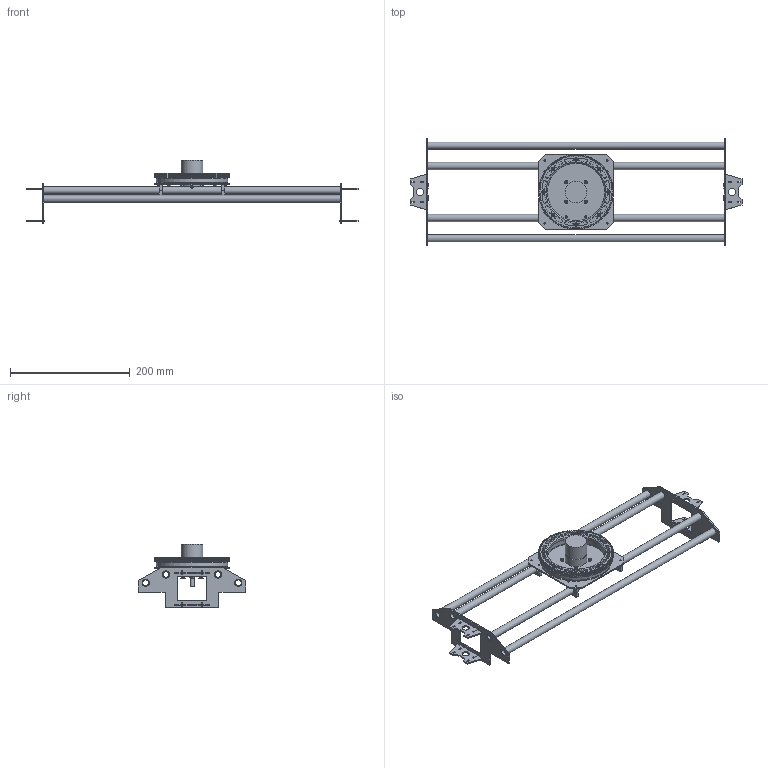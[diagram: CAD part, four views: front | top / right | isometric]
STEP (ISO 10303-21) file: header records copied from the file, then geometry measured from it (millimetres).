
FILE_DESCRIPTION(/* description */ (''),/* implementation_level */ '2;1');
FILE_NAME(/* name */ 'Asm2.stp',/* time_stamp */ '2022-07-27T16:47:20+08:00',/* author */ (''),/* organization */ (''),/* preprocessor_version */ 'ST-DEVELOPER v14',/* originating_system */ 'SIEMENS PLM Software NX 8.0',/* authorisation */ '');
FILE_SCHEMA (('AUTOMOTIVE_DESIGN { 1 0 10303 214 3 1 1 1 }'));
Length unit declared in the file: millimetre
Products named in the file (1): ASUS69D84C71nuqp
Bounding box: 555.55 x 180 x 107 mm (x, y, z)
Volume: 259393.1 mm3; surface area: 277532 mm2
Topology: 57 solids, 57 shells, 2050 faces, 5208 edges, 3310 vertices
Faces by surface type: plane 754, extrusion 615, cylinder 404, cone 229, torus 48
Full cylindrical faces by diameter (mm): 2.5 x44, 2.874 x20, 3 x30, 3.5 x8, 4 x8, 5.5 x28, 6 x8, 8 x1, 10 x4, 12 x16, 22 x1, 22.2 x1, 36 x2, 36.2 x1, 96 x1, 100 x2, 120 x2
Entity records: 68194 total; most frequent: CARTESIAN_POINT 21414, ORIENTED_EDGE 9716, DIRECTION 8025, EDGE_CURVE 4858, VERTEX_POINT 3270, VECTOR 2805, EDGE_LOOP 2664, AXIS2_PLACEMENT_3D 2610
